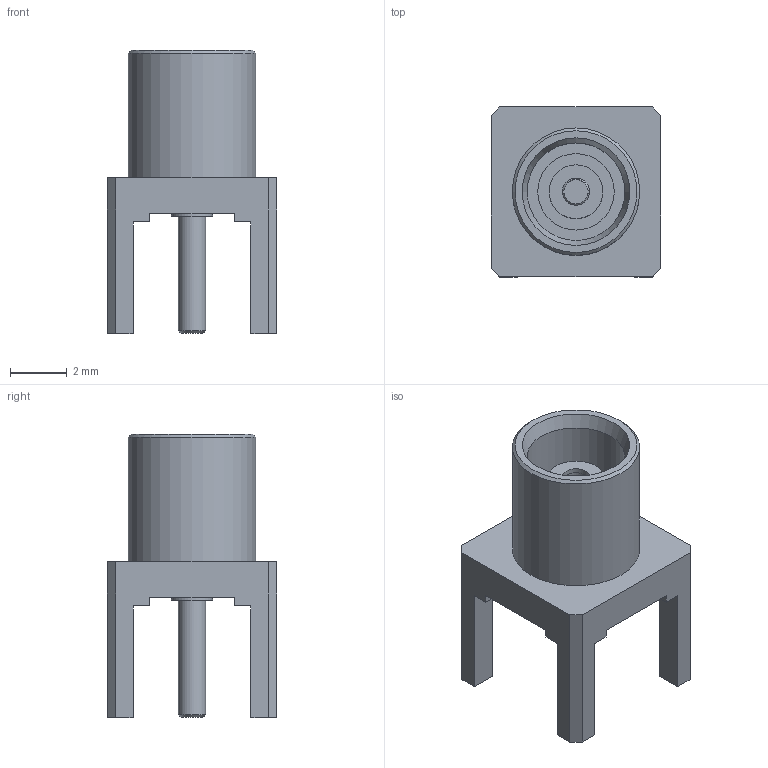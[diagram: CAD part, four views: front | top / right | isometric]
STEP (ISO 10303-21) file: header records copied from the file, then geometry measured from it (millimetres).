
FILE_DESCRIPTION(/* description */ ('Unknown'),/* implementation_level */ '2;1');
FILE_NAME(/* name */ '60612002111504',/* time_stamp */ '2019-02-28T13:26:28+01:00',/* author */ ('Unknown'),/* organization */ ('Unknown'),/* preprocessor_version */ 'ST-DEVELOPER v16.7',/* originating_system */ 'DEX',/* authorisation */ $);
FILE_SCHEMA (('AUTOMOTIVE_DESIGN {1 0 10303 214 3 1 1}'));
Length unit declared in the file: millimetre
Products named in the file (1): 60612002111504
Bounding box: 6 x 6 x 10 mm (x, y, z)
Volume: 101.3 mm3; surface area: 307.4 mm2
Topology: 1 solids, 1 shells, 63 faces, 160 edges, 107 vertices
Faces by surface type: plane 46, cylinder 11, cone 6
Full cylindrical faces by diameter (mm): 0.96 x2, 1.45 x1, 1.9 x1, 2.7 x1, 3.15 x1, 3.45 x1, 4.5 x1
Entity records: 2212 total; most frequent: CARTESIAN_POINT 313, DIRECTION 296, ORIENTED_EDGE 278, EDGE_CURVE 139, LINE 100, VECTOR 100, VERTEX_POINT 99, AXIS2_PLACEMENT_3D 98
